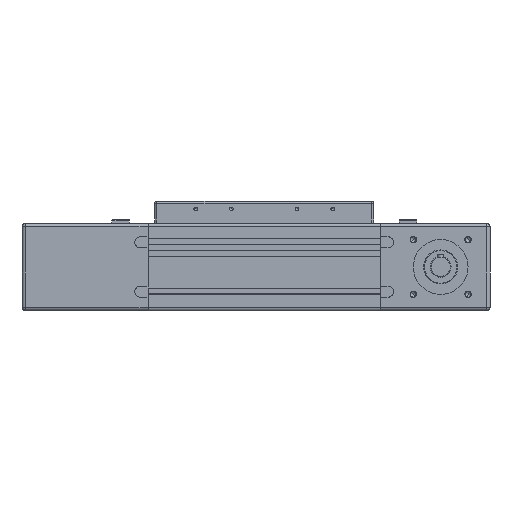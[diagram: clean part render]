
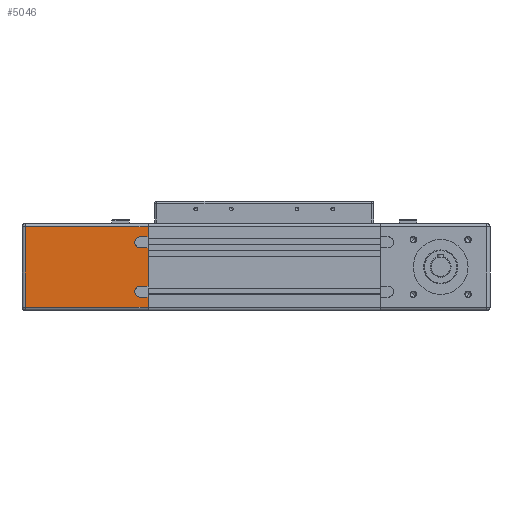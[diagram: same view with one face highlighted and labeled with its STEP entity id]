
A CAD part, left-side view. The second image highlights one B-rep face of the part: STEP entity #5046.
In plain terms, the highlighted planar face has unit normal (-1, 0, 0).
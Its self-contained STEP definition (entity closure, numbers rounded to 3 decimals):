
#4796=CARTESIAN_POINT('',(-39.749,-27.5,-508.814));
#4797=VERTEX_POINT('',#4796);
#4804=CARTESIAN_POINT('',(-39.749,-27.5,-501.814));
#4805=VERTEX_POINT('',#4804);
#4806=CARTESIAN_POINT('',(-39.749,-27.5,-501.814));
#4807=DIRECTION('',(0.0,0.0,-1.0));
#4808=VECTOR('',#4807,7.);
#4809=LINE('',#4806,#4808);
#4810=EDGE_CURVE('',#4805,#4797,#4809,.T.);
#4835=CARTESIAN_POINT('',(-39.75,-17.5,-508.814));
#4836=VERTEX_POINT('',#4835);
#4843=CARTESIAN_POINT('',(-39.75,-22.5,-508.814));
#4844=DIRECTION('',(1.,0.,0.));
#4845=DIRECTION('',(0.,-1.,0.));
#4846=AXIS2_PLACEMENT_3D('',#4843,#4844,#4845);
#4847=CIRCLE('',#4846,5.);
#4848=EDGE_CURVE('',#4797,#4836,#4847,.T.);
#4893=CARTESIAN_POINT('',(-39.75,17.5,-508.814));
#4894=VERTEX_POINT('',#4893);
#4901=CARTESIAN_POINT('',(-39.75,17.5,-501.814));
#4902=VERTEX_POINT('',#4901);
#4903=CARTESIAN_POINT('',(-39.75,17.5,-501.814));
#4904=DIRECTION('',(0.0,0.0,-1.0));
#4905=VECTOR('',#4904,7.);
#4906=LINE('',#4903,#4905);
#4907=EDGE_CURVE('',#4902,#4894,#4906,.T.);
#4932=CARTESIAN_POINT('',(-39.75,27.5,-508.814));
#4933=VERTEX_POINT('',#4932);
#4940=CARTESIAN_POINT('',(-39.75,22.5,-508.814));
#4941=DIRECTION('',(1.,0.,0.0));
#4942=DIRECTION('',(0.,1.,0.0));
#4943=AXIS2_PLACEMENT_3D('',#4940,#4941,#4942);
#4944=CIRCLE('',#4943,5.);
#4945=EDGE_CURVE('',#4894,#4933,#4944,.T.);
#4975=CARTESIAN_POINT('',(-39.751,39.75,-501.814));
#4976=DIRECTION('',(-1.,0.,0.0));
#4977=DIRECTION('',(0.0,0.0,1.0));
#4978=AXIS2_PLACEMENT_3D('',#4975,#4976,#4977);
#4979=PLANE('',#4978);
#4980=ORIENTED_EDGE('',*,*,#4810,.T.);
#4981=ORIENTED_EDGE('',*,*,#4848,.T.);
#4982=CARTESIAN_POINT('',(-39.75,-17.5,-501.814));
#4983=VERTEX_POINT('',#4982);
#4984=CARTESIAN_POINT('',(-39.75,-17.5,-508.814));
#4985=DIRECTION('',(0.0,0.0,1.0));
#4986=VECTOR('',#4985,7.);
#4987=LINE('',#4984,#4986);
#4988=EDGE_CURVE('',#4836,#4983,#4987,.T.);
#4989=ORIENTED_EDGE('',*,*,#4988,.T.);
#4990=CARTESIAN_POINT('',(-39.75,17.5,-501.814));
#4991=DIRECTION('',(0.,-1.,0.0));
#4992=VECTOR('',#4991,35.);
#4993=LINE('',#4990,#4992);
#4994=EDGE_CURVE('',#4902,#4983,#4993,.T.);
#4995=ORIENTED_EDGE('',*,*,#4994,.F.);
#4996=ORIENTED_EDGE('',*,*,#4907,.T.);
#4997=ORIENTED_EDGE('',*,*,#4945,.T.);
#4998=CARTESIAN_POINT('',(-39.75,27.5,-501.814));
#4999=VERTEX_POINT('',#4998);
#5000=CARTESIAN_POINT('',(-39.75,27.5,-508.814));
#5001=DIRECTION('',(0.0,0.0,1.0));
#5002=VECTOR('',#5001,7.);
#5003=LINE('',#5000,#5002);
#5004=EDGE_CURVE('',#4933,#4999,#5003,.T.);
#5005=ORIENTED_EDGE('',*,*,#5004,.T.);
#5006=CARTESIAN_POINT('',(-39.751,36.75,-501.814));
#5007=VERTEX_POINT('',#5006);
#5008=CARTESIAN_POINT('',(-39.751,36.75,-501.814));
#5009=DIRECTION('',(0.,-1.,0.0));
#5010=VECTOR('',#5009,9.25);
#5011=LINE('',#5008,#5010);
#5012=EDGE_CURVE('',#5007,#4999,#5011,.T.);
#5013=ORIENTED_EDGE('',*,*,#5012,.F.);
#5014=CARTESIAN_POINT('',(-39.751,36.75,-613.814));
#5015=VERTEX_POINT('',#5014);
#5016=CARTESIAN_POINT('',(-39.751,36.75,-613.814));
#5017=DIRECTION('',(0.0,0.0,1.0));
#5018=VECTOR('',#5017,112.0);
#5019=LINE('',#5016,#5018);
#5020=EDGE_CURVE('',#5015,#5007,#5019,.T.);
#5021=ORIENTED_EDGE('',*,*,#5020,.F.);
#5022=CARTESIAN_POINT('',(-39.749,-36.75,-613.814));
#5023=VERTEX_POINT('',#5022);
#5024=CARTESIAN_POINT('',(-39.749,-36.75,-613.814));
#5025=DIRECTION('',(0.,1.,0.0));
#5026=VECTOR('',#5025,73.5);
#5027=LINE('',#5024,#5026);
#5028=EDGE_CURVE('',#5023,#5015,#5027,.T.);
#5029=ORIENTED_EDGE('',*,*,#5028,.F.);
#5030=CARTESIAN_POINT('',(-39.749,-36.75,-501.814));
#5031=VERTEX_POINT('',#5030);
#5032=CARTESIAN_POINT('',(-39.749,-36.75,-501.814));
#5033=DIRECTION('',(0.0,0.0,-1.0));
#5034=VECTOR('',#5033,112.0);
#5035=LINE('',#5032,#5034);
#5036=EDGE_CURVE('',#5031,#5023,#5035,.T.);
#5037=ORIENTED_EDGE('',*,*,#5036,.F.);
#5038=CARTESIAN_POINT('',(-39.749,-27.5,-501.814));
#5039=DIRECTION('',(0.,-1.,0.0));
#5040=VECTOR('',#5039,9.25);
#5041=LINE('',#5038,#5040);
#5042=EDGE_CURVE('',#4805,#5031,#5041,.T.);
#5043=ORIENTED_EDGE('',*,*,#5042,.F.);
#5044=EDGE_LOOP('',(#4980,#4981,#4989,#4995,#4996,#4997,#5005,#5013,#5021,#5029,#5037,#5043));
#5045=FACE_OUTER_BOUND('',#5044,.T.);
#5046=ADVANCED_FACE('',(#5045),#4979,.T.);
